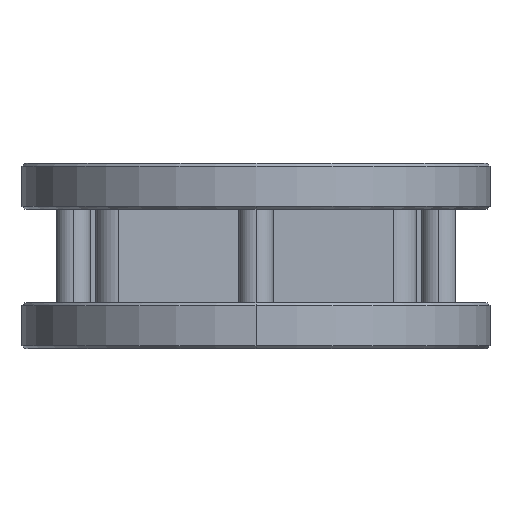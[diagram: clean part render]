
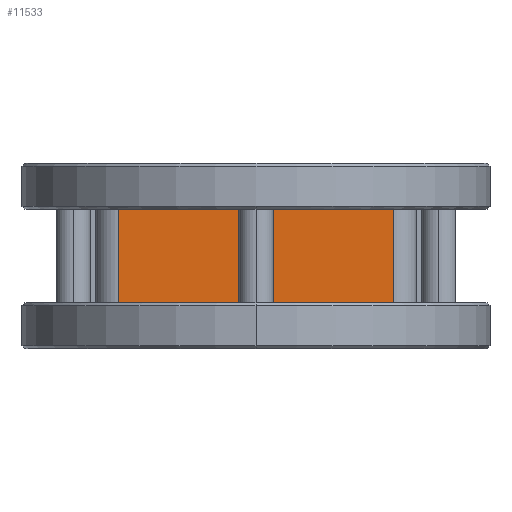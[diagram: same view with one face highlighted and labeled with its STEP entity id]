
A CAD part, front view. The second image highlights one B-rep face of the part: STEP entity #11533.
In plain terms, the highlighted planar face has unit normal (0, -1, 0).
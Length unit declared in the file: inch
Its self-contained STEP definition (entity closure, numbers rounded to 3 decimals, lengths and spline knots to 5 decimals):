
#4316=DIRECTION('',(1.,0.,0.));
#4317=VECTOR('',#4316,3.);
#4318=CARTESIAN_POINT('',(-1.5,-1.697,-0.5125));
#4319=LINE('',#4318,#4317);
#4320=DIRECTION('',(0.,0.,-1.));
#4321=VECTOR('',#4320,1.025);
#4322=CARTESIAN_POINT('',(-1.5,-1.697,0.5125));
#4323=LINE('',#4322,#4321);
#4324=DIRECTION('',(1.,0.,0.));
#4325=VECTOR('',#4324,3.);
#4326=CARTESIAN_POINT('',(-1.5,-1.697,0.5125));
#4327=LINE('',#4326,#4325);
#4328=DIRECTION('',(0.,0.,-1.));
#4329=VECTOR('',#4328,1.025);
#4330=CARTESIAN_POINT('',(1.5,-1.697,0.5125));
#4331=LINE('',#4330,#4329);
#4597=CARTESIAN_POINT('',(-1.5,-1.697,0.5125));
#4598=CARTESIAN_POINT('',(1.5,-1.697,0.5125));
#4599=VERTEX_POINT('',#4597);
#4600=VERTEX_POINT('',#4598);
#4613=CARTESIAN_POINT('',(-1.5,-1.697,-0.5125));
#4614=CARTESIAN_POINT('',(1.5,-1.697,-0.5125));
#4615=VERTEX_POINT('',#4613);
#4616=VERTEX_POINT('',#4614);
#11521=CARTESIAN_POINT('',(-1.76,-1.697,-0.5125));
#11522=DIRECTION('',(0.,-1.,0.));
#11523=DIRECTION('',(1.,0.,0.));
#11524=AXIS2_PLACEMENT_3D('',#11521,#11522,#11523);
#11525=PLANE('',#11524);
#11526=ORIENTED_EDGE('',*,*,#10836,.F.);
#11528=ORIENTED_EDGE('',*,*,#11527,.F.);
#11529=ORIENTED_EDGE('',*,*,#11480,.T.);
#11530=ORIENTED_EDGE('',*,*,#11514,.T.);
#11531=EDGE_LOOP('',(#11526,#11528,#11529,#11530));
#11532=FACE_OUTER_BOUND('',#11531,.F.);
#11533=ADVANCED_FACE('',(#11532),#11525,.T.);
#10836=EDGE_CURVE('',#4615,#4616,#4319,.T.);
#11480=EDGE_CURVE('',#4599,#4600,#4327,.T.);
#11514=EDGE_CURVE('',#4600,#4616,#4331,.T.);
#11527=EDGE_CURVE('',#4599,#4615,#4323,.T.);
